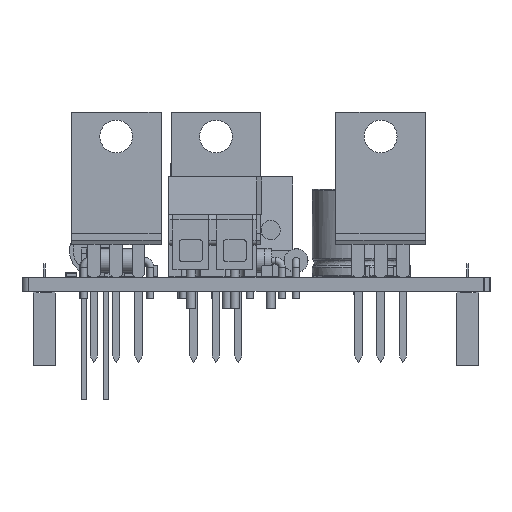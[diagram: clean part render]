
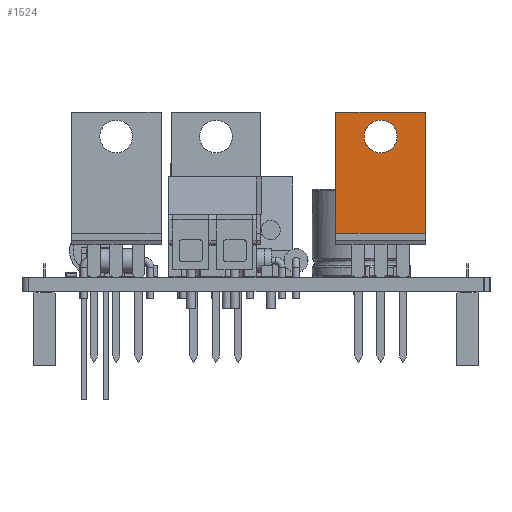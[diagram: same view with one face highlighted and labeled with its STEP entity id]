
A CAD part, left-side view. The second image highlights one B-rep face of the part: STEP entity #1524.
In plain terms, the highlighted face is planar.
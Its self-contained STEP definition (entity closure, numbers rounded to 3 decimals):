
#969 = VERTEX_POINT('',#970);
#970 = CARTESIAN_POINT('',(-2.575,3.16,18.775));
#976 = EDGE_CURVE('',#977,#969,#979,.T.);
#977 = VERTEX_POINT('',#978);
#978 = CARTESIAN_POINT('',(-2.575,3.16,5.));
#979 = LINE('',#980,#981);
#980 = CARTESIAN_POINT('',(-2.575,3.16,5.));
#981 = VECTOR('',#982,1.);
#982 = DIRECTION('',(0.,0.,1.));
#1035 = VERTEX_POINT('',#1036);
#1036 = CARTESIAN_POINT('',(7.655,3.16,5.));
#1042 = EDGE_CURVE('',#1035,#1043,#1045,.T.);
#1043 = VERTEX_POINT('',#1044);
#1044 = CARTESIAN_POINT('',(7.655,3.16,18.775));
#1045 = LINE('',#1046,#1047);
#1046 = CARTESIAN_POINT('',(7.655,3.16,5.));
#1047 = VECTOR('',#1048,1.);
#1048 = DIRECTION('',(0.,0.,1.));
#1067 = EDGE_CURVE('',#977,#1035,#1068,.T.);
#1068 = LINE('',#1069,#1070);
#1069 = CARTESIAN_POINT('',(-2.575,3.16,5.));
#1070 = VECTOR('',#1071,1.);
#1071 = DIRECTION('',(1.,0.,0.));
#1524 = ADVANCED_FACE('',(#1525,#1536),#1547,.T.);
#1525 = FACE_BOUND('',#1526,.T.);
#1526 = EDGE_LOOP('',(#1527,#1528,#1534,#1535));
#1527 = ORIENTED_EDGE('',*,*,#976,.T.);
#1528 = ORIENTED_EDGE('',*,*,#1529,.T.);
#1529 = EDGE_CURVE('',#969,#1043,#1530,.T.);
#1530 = LINE('',#1531,#1532);
#1531 = CARTESIAN_POINT('',(-2.575,3.16,18.775));
#1532 = VECTOR('',#1533,1.);
#1533 = DIRECTION('',(1.,0.,0.));
#1534 = ORIENTED_EDGE('',*,*,#1042,.F.);
#1535 = ORIENTED_EDGE('',*,*,#1067,.F.);
#1536 = FACE_BOUND('',#1537,.T.);
#1537 = EDGE_LOOP('',(#1538));
#1538 = ORIENTED_EDGE('',*,*,#1539,.T.);
#1539 = EDGE_CURVE('',#1540,#1540,#1542,.T.);
#1540 = VERTEX_POINT('',#1541);
#1541 = CARTESIAN_POINT('',(4.408,3.16,16.005));
#1542 = CIRCLE('',#1543,1.868);
#1543 = AXIS2_PLACEMENT_3D('',#1544,#1545,#1546);
#1544 = CARTESIAN_POINT('',(2.54,3.16,16.005));
#1545 = DIRECTION('',(0.,-1.,0.));
#1546 = DIRECTION('',(1.,0.,0.));
#1547 = PLANE('',#1548);
#1548 = AXIS2_PLACEMENT_3D('',#1549,#1550,#1551);
#1549 = CARTESIAN_POINT('',(-2.575,3.16,5.));
#1550 = DIRECTION('',(0.,1.,0.));
#1551 = DIRECTION('',(1.,0.,0.));
